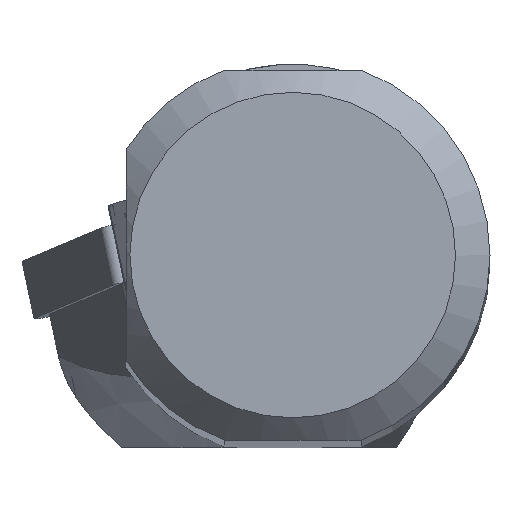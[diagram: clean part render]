
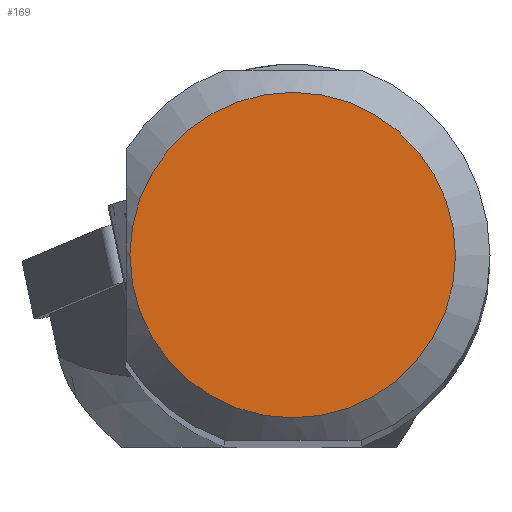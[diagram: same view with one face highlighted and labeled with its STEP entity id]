
A CAD part, top view. The second image highlights one B-rep face of the part: STEP entity #169.
In plain terms, the highlighted planar face has unit normal (0, 0, 1).
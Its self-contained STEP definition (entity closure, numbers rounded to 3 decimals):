
#123=PLANE('',#981);
#169=ADVANCED_FACE('',(#224),#123,.F.);
#224=FACE_OUTER_BOUND('',#266,.T.);
#266=EDGE_LOOP('',(#455));
#319=CIRCLE('',#976,13.2);
#455=ORIENTED_EDGE('',*,*,#702,.T.);
#609=VERTEX_POINT('',#1492);
#702=EDGE_CURVE('',#609,#609,#319,.T.);
#976=AXIS2_PLACEMENT_3D('',#1491,#1151,#1152);
#981=AXIS2_PLACEMENT_3D('',#1513,#1164,#1165);
#1151=DIRECTION('',(0.,0.,1.));
#1152=DIRECTION('',(0.,-1.,0.));
#1164=DIRECTION('',(0.,0.,-1.));
#1165=DIRECTION('',(0.,1.,0.));
#1491=CARTESIAN_POINT('',(0.,0.,
0.));
#1492=CARTESIAN_POINT('',(0.,-13.2,0.));
#1513=CARTESIAN_POINT('',(0.,0.,
0.));
